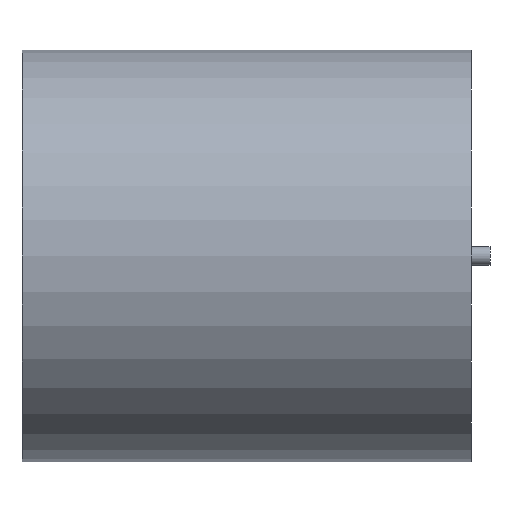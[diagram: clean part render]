
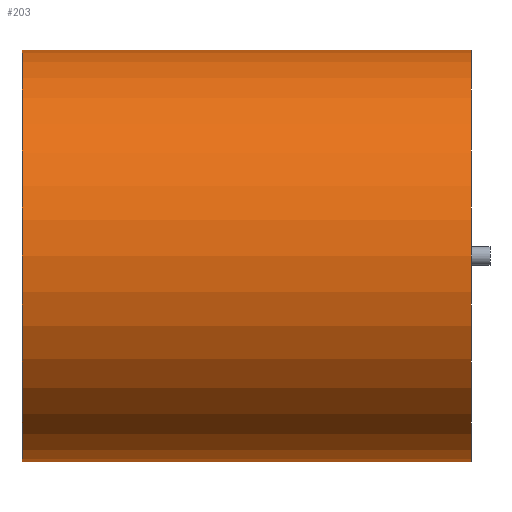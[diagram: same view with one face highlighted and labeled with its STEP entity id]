
A CAD part, left-side view. The second image highlights one B-rep face of the part: STEP entity #203.
In plain terms, the highlighted cylindrical face has radius 279.4 mm (diameter 558.8 mm), a partial arc.
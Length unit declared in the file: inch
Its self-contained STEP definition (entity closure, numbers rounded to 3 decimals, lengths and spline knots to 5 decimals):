
#13 = EDGE_CURVE ( 'NONE', #239, #564, #403, .T. ) ;
#35 = LINE ( 'NONE', #283, #619 ) ;
#39 = DIRECTION ( 'NONE',  ( 0., -1., 0. ) ) ;
#61 = DIRECTION ( 'NONE',  ( 0., -1., 0. ) ) ;
#85 = CIRCLE ( 'NONE', #364, 11. ) ;
#88 = VERTEX_POINT ( 'NONE', #304 ) ;
#106 = DIRECTION ( 'NONE',  ( 0., 0., -1. ) ) ;
#122 = EDGE_CURVE ( 'NONE', #239, #88, #85, .T. ) ;
#130 = CARTESIAN_POINT ( 'NONE',  ( 0., 0., 0. ) ) ;
#149 = ORIENTED_EDGE ( 'NONE', *, *, #13, .T. ) ;
#170 = ORIENTED_EDGE ( 'NONE', *, *, #215, .T. ) ;
#198 = VECTOR ( 'NONE', #61, 39.37008 ) ;
#203 = ADVANCED_FACE ( 'NONE', ( #450 ), #353, .T. ) ;
#207 = DIRECTION ( 'NONE',  ( 0., 1., 0. ) ) ;
#215 = EDGE_CURVE ( 'NONE', #564, #359, #467, .T. ) ;
#223 = AXIS2_PLACEMENT_3D ( 'NONE', #130, #512, #273 ) ;
#239 = VERTEX_POINT ( 'NONE', #525 ) ;
#243 = AXIS2_PLACEMENT_3D ( 'NONE', #510, #550, #106 ) ;
#254 = DIRECTION ( 'NONE',  ( 0., 0., 1. ) ) ;
#273 = DIRECTION ( 'NONE',  ( 0., 0., 1. ) ) ;
#283 = CARTESIAN_POINT ( 'NONE',  ( 0., 24., 11. ) ) ;
#299 = CARTESIAN_POINT ( 'NONE',  ( 0., 0., 11. ) ) ;
#304 = CARTESIAN_POINT ( 'NONE',  ( 0., 24., 11. ) ) ;
#305 = ORIENTED_EDGE ( 'NONE', *, *, #388, .F. ) ;
#335 = EDGE_LOOP ( 'NONE', ( #305, #354, #149, #170 ) ) ;
#353 = CYLINDRICAL_SURFACE ( 'NONE', #243, 11. ) ;
#354 = ORIENTED_EDGE ( 'NONE', *, *, #122, .F. ) ;
#359 = VERTEX_POINT ( 'NONE', #299 ) ;
#364 = AXIS2_PLACEMENT_3D ( 'NONE', #460, #207, #254 ) ;
#388 = EDGE_CURVE ( 'NONE', #88, #359, #35, .T. ) ;
#403 = LINE ( 'NONE', #600, #198 ) ;
#450 = FACE_OUTER_BOUND ( 'NONE', #335, .T. ) ;
#460 = CARTESIAN_POINT ( 'NONE',  ( 0., 24., 0. ) ) ;
#467 = CIRCLE ( 'NONE', #223, 11. ) ;
#510 = CARTESIAN_POINT ( 'NONE',  ( 0., 24., 0. ) ) ;
#512 = DIRECTION ( 'NONE',  ( 0., 1., 0. ) ) ;
#525 = CARTESIAN_POINT ( 'NONE',  ( 0., 24., -11. ) ) ;
#550 = DIRECTION ( 'NONE',  ( 0., -1., 0. ) ) ;
#564 = VERTEX_POINT ( 'NONE', #626 ) ;
#600 = CARTESIAN_POINT ( 'NONE',  ( 0., 24., -11. ) ) ;
#619 = VECTOR ( 'NONE', #39, 39.37008 ) ;
#626 = CARTESIAN_POINT ( 'NONE',  ( 0., 0., -11. ) ) ;
